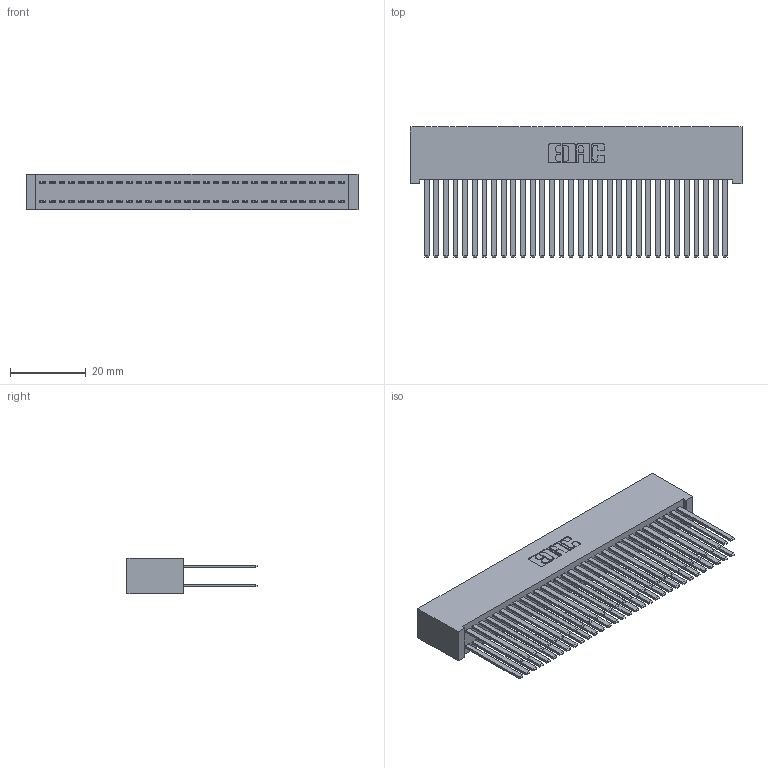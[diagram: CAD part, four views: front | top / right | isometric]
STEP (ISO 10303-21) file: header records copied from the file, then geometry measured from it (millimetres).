
FILE_DESCRIPTION (( 'STEP AP203' ), '1' );
FILE_NAME ('342-064-544-201.STEP', '2019-10-03T14:28:24', ( '' ), ( '' ), 'SwSTEP 2.0', 'SolidWorks 2016', '' );
FILE_SCHEMA (( 'CONFIG_CONTROL_DESIGN' ));
Length unit declared in the file: inch
Products named in the file (3): 345-292-001_345-293-144; 342-064-544-201; 342 Part_Lugless
Assembly tree (65 placements, depth 2):
  342-064-544-201
    342 Part_Lugless
    345-292-001_345-293-144  x64
Bounding box: 87.53 x 34.3 x 9.4 mm (x, y, z)
Volume: 9153.7 mm3; surface area: 17584.4 mm2
Topology: 65 solids, 65 shells, 3046 faces, 9043 edges, 5942 vertices
Faces by surface type: plane 2110, cylinder 936
Entity records: 21287 total; most frequent: CARTESIAN_POINT 3534, ORIENTED_EDGE 3470, DIRECTION 3027, EDGE_CURVE 1735, LINE 1619, VECTOR 1619, VERTEX_POINT 1154, AXIS2_PLACEMENT_3D 704
